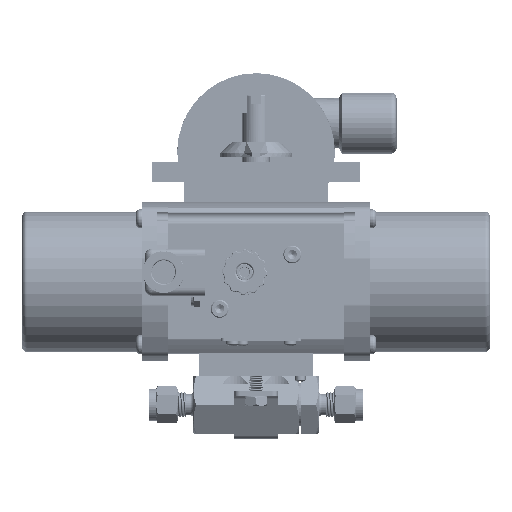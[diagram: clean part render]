
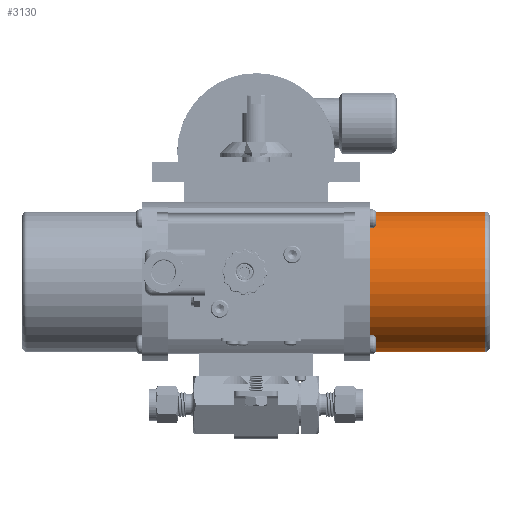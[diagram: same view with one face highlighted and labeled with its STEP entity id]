
A CAD part, top view. The second image highlights one B-rep face of the part: STEP entity #3130.
In plain terms, the highlighted cylindrical face has radius 30.963 mm (diameter 61.925 mm), a partial arc.
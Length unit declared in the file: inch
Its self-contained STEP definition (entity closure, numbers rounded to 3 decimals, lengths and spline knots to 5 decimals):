
#3130 = ADVANCED_FACE ( 'NONE', ( #96608 ), #138267, .T. ) ;
#4582 = CARTESIAN_POINT ( 'NONE',  ( 1.8575, 2.136, 0. ) ) ;
#4927 = LINE ( 'NONE', #35164, #188281 ) ;
#17992 = VERTEX_POINT ( 'NONE', #97753 ) ;
#22461 = DIRECTION ( 'NONE',  ( 0., -1., 0. ) ) ;
#26930 = CIRCLE ( 'NONE', #85551, 1.219 ) ;
#35164 = CARTESIAN_POINT ( 'NONE',  ( 1.7145, 3.355, 0. ) ) ;
#39034 = DIRECTION ( 'NONE',  ( -1., 0., 0. ) ) ;
#61414 = DIRECTION ( 'NONE',  ( -1., 0., 0. ) ) ;
#64209 = EDGE_CURVE ( 'NONE', #177303, #17992, #183924, .T. ) ;
#70300 = VERTEX_POINT ( 'NONE', #187424 ) ;
#78809 = DIRECTION ( 'NONE',  ( -1., 0., 0. ) ) ;
#83957 = EDGE_LOOP ( 'NONE', ( #148071, #104501, #220438, #185716 ) ) ;
#85551 = AXIS2_PLACEMENT_3D ( 'NONE', #167743, #61414, #185661 ) ;
#92566 = DIRECTION ( 'NONE',  ( 0., 1., 0. ) ) ;
#96608 = FACE_OUTER_BOUND ( 'NONE', #83957, .T. ) ;
#97753 = CARTESIAN_POINT ( 'NONE',  ( 1.8575, 0.917, 0. ) ) ;
#104501 = ORIENTED_EDGE ( 'NONE', *, *, #110794, .T. ) ;
#110444 = CARTESIAN_POINT ( 'NONE',  ( 1.7145, 2.136, 0. ) ) ;
#110794 = EDGE_CURVE ( 'NONE', #173828, #70300, #26930, .T. ) ;
#128730 = DIRECTION ( 'NONE',  ( 1., 0., 0. ) ) ;
#138267 = CYLINDRICAL_SURFACE ( 'NONE', #154765, 1.219 ) ;
#141475 = DIRECTION ( 'NONE',  ( -1., 0., 0. ) ) ;
#148071 = ORIENTED_EDGE ( 'NONE', *, *, #154356, .F. ) ;
#154356 = EDGE_CURVE ( 'NONE', #173828, #17992, #158567, .T. ) ;
#154765 = AXIS2_PLACEMENT_3D ( 'NONE', #110444, #39034, #92566 ) ;
#158513 = CARTESIAN_POINT ( 'NONE',  ( 1.8575, 3.355, 0. ) ) ;
#158567 = LINE ( 'NONE', #185227, #205896 ) ;
#160818 = EDGE_CURVE ( 'NONE', #70300, #177303, #4927, .T. ) ;
#167743 = CARTESIAN_POINT ( 'NONE',  ( 3.9725, 2.136, 0. ) ) ;
#169656 = AXIS2_PLACEMENT_3D ( 'NONE', #4582, #128730, #22461 ) ;
#173828 = VERTEX_POINT ( 'NONE', #213979 ) ;
#177303 = VERTEX_POINT ( 'NONE', #158513 ) ;
#183924 = CIRCLE ( 'NONE', #169656, 1.219 ) ;
#185227 = CARTESIAN_POINT ( 'NONE',  ( 1.7145, 0.917, 0. ) ) ;
#185661 = DIRECTION ( 'NONE',  ( 0., -1., 0. ) ) ;
#185716 = ORIENTED_EDGE ( 'NONE', *, *, #64209, .T. ) ;
#187424 = CARTESIAN_POINT ( 'NONE',  ( 3.9725, 3.355, 0. ) ) ;
#188281 = VECTOR ( 'NONE', #141475, 39.37008 ) ;
#205896 = VECTOR ( 'NONE', #78809, 39.37008 ) ;
#213979 = CARTESIAN_POINT ( 'NONE',  ( 3.9725, 0.917, 0. ) ) ;
#220438 = ORIENTED_EDGE ( 'NONE', *, *, #160818, .T. ) ;
